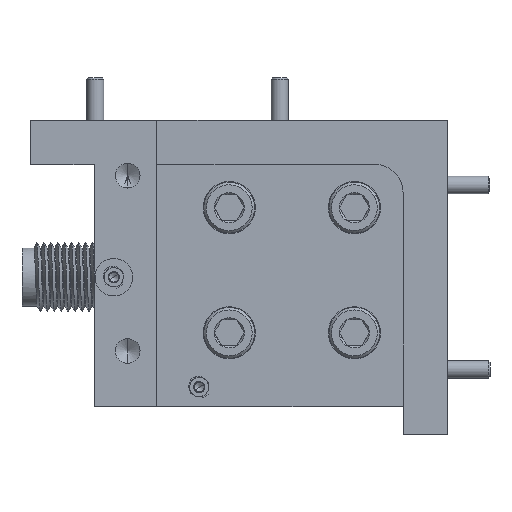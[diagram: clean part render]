
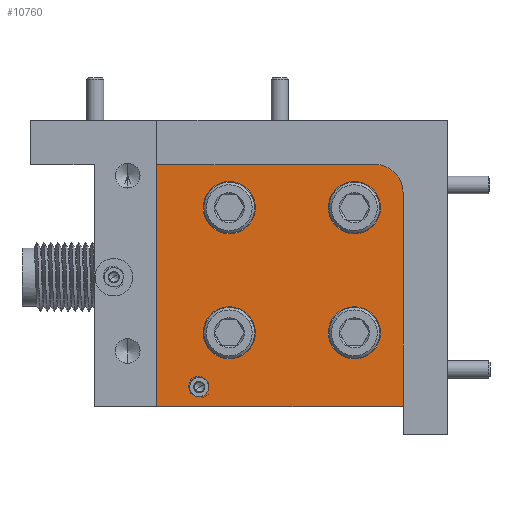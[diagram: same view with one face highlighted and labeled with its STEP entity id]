
A CAD part, front view. The second image highlights one B-rep face of the part: STEP entity #10760.
In plain terms, the highlighted planar face has unit normal (0, -1, 0).
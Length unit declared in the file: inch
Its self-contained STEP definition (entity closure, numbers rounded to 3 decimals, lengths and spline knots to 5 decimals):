
#149 = CARTESIAN_POINT ( 'NONE',  ( -0.94987, 0.58684, 0.63884 ) ) ;
#373 = VECTOR ( 'NONE', #6179, 39.37008 ) ;
#488 = CARTESIAN_POINT ( 'NONE',  ( -1.57487, 0.58684, -0.05991 ) ) ;
#743 = LINE ( 'NONE', #15655, #9546 ) ;
#937 = VERTEX_POINT ( 'NONE', #488 ) ;
#1242 = ORIENTED_EDGE ( 'NONE', *, *, #10858, .F. ) ;
#1407 = CARTESIAN_POINT ( 'NONE',  ( -1.57487, 0.58684, 0.39009 ) ) ;
#1513 = CIRCLE ( 'NONE', #7438, 0.09375 ) ;
#1605 = EDGE_LOOP ( 'NONE', ( #9895, #16173, #16664, #13675, #11654 ) ) ;
#1690 = ORIENTED_EDGE ( 'NONE', *, *, #4566, .F. ) ;
#1767 = EDGE_CURVE ( 'NONE', #11254, #10788, #14502, .T. ) ;
#1813 = VECTOR ( 'NONE', #9258, 39.37008 ) ;
#1826 = DIRECTION ( 'NONE',  ( 0., -1., 0. ) ) ;
#2045 = CARTESIAN_POINT ( 'NONE',  ( -1.31237, 0.58684, 0.23384 ) ) ;
#2098 = DIRECTION ( 'NONE',  ( 0., 0., 1. ) ) ;
#2102 = ORIENTED_EDGE ( 'NONE', *, *, #12146, .F. ) ;
#2121 = DIRECTION ( 'NONE',  ( 0., -1., 0. ) ) ;
#2359 = DIRECTION ( 'NONE',  ( 0., -1., 0. ) ) ;
#2460 = EDGE_CURVE ( 'NONE', #16819, #7096, #15845, .T. ) ;
#2631 = CARTESIAN_POINT ( 'NONE',  ( -1.12487, 0.58684, 0.39009 ) ) ;
#2647 = CARTESIAN_POINT ( 'NONE',  ( -1.83487, 0.58684, 0.63884 ) ) ;
#2915 = AXIS2_PLACEMENT_3D ( 'NONE', #3567, #6674, #4930 ) ;
#3112 = VERTEX_POINT ( 'NONE', #2647 ) ;
#3210 = FACE_OUTER_BOUND ( 'NONE', #1605, .T. ) ;
#3423 = DIRECTION ( 'NONE',  ( 0., -1., 0. ) ) ;
#3448 = AXIS2_PLACEMENT_3D ( 'NONE', #15433, #13946, #2098 ) ;
#3567 = CARTESIAN_POINT ( 'NONE',  ( -1.68287, 0.58684, -0.16116 ) ) ;
#3634 = DIRECTION ( 'NONE',  ( 0., 0., 1. ) ) ;
#3961 = VERTEX_POINT ( 'NONE', #7931 ) ;
#4039 = DIRECTION ( 'NONE',  ( 0., -1., 0. ) ) ;
#4566 = EDGE_CURVE ( 'NONE', #937, #6833, #1513, .T. ) ;
#4930 = DIRECTION ( 'NONE',  ( 0., 0., 1. ) ) ;
#5186 = EDGE_LOOP ( 'NONE', ( #16798, #16810 ) ) ;
#5551 = DIRECTION ( 'NONE',  ( 0., 0., 1. ) ) ;
#5739 = FACE_BOUND ( 'NONE', #17103, .T. ) ;
#5854 = VERTEX_POINT ( 'NONE', #1407 ) ;
#5869 = ORIENTED_EDGE ( 'NONE', *, *, #17190, .F. ) ;
#5971 = DIRECTION ( 'NONE',  ( 0., 0., 1. ) ) ;
#6054 = CIRCLE ( 'NONE', #10611, 0.09375 ) ;
#6098 = CARTESIAN_POINT ( 'NONE',  ( -1.04987, 0.58684, 0.53884 ) ) ;
#6179 = DIRECTION ( 'NONE',  ( -1., 0., 0. ) ) ;
#6372 = DIRECTION ( 'NONE',  ( 0., 0., 1. ) ) ;
#6674 = DIRECTION ( 'NONE',  ( 0., -1., 0. ) ) ;
#6833 = VERTEX_POINT ( 'NONE', #18359 ) ;
#6867 = CIRCLE ( 'NONE', #12013, 0.09375 ) ;
#6989 = CARTESIAN_POINT ( 'NONE',  ( -0.94987, 0.58684, -0.23116 ) ) ;
#7001 = VERTEX_POINT ( 'NONE', #17522 ) ;
#7096 = VERTEX_POINT ( 'NONE', #19209 ) ;
#7438 = AXIS2_PLACEMENT_3D ( 'NONE', #13621, #1826, #6372 ) ;
#7718 = DIRECTION ( 'NONE',  ( 0., -1., 0. ) ) ;
#7931 = CARTESIAN_POINT ( 'NONE',  ( -0.94987, 0.58684, -0.23116 ) ) ;
#8047 = CIRCLE ( 'NONE', #17407, 0.09375 ) ;
#8280 = FACE_BOUND ( 'NONE', #11764, .T. ) ;
#8298 = CARTESIAN_POINT ( 'NONE',  ( -1.83487, 0.58684, -0.23116 ) ) ;
#8641 = VERTEX_POINT ( 'NONE', #9028 ) ;
#9001 = CARTESIAN_POINT ( 'NONE',  ( -1.12487, 0.58684, -0.05991 ) ) ;
#9028 = CARTESIAN_POINT ( 'NONE',  ( -1.57487, 0.58684, 0.57759 ) ) ;
#9123 = EDGE_CURVE ( 'NONE', #8641, #5854, #6867, .T. ) ;
#9258 = DIRECTION ( 'NONE',  ( 0., 0., -1. ) ) ;
#9375 = EDGE_CURVE ( 'NONE', #18322, #9825, #17015, .T. ) ;
#9480 = CARTESIAN_POINT ( 'NONE',  ( -1.12487, 0.58684, 0.48384 ) ) ;
#9546 = VECTOR ( 'NONE', #17261, 39.37008 ) ;
#9569 = DIRECTION ( 'NONE',  ( 0., 0., 1. ) ) ;
#9686 = FACE_BOUND ( 'NONE', #16893, .T. ) ;
#9700 = ORIENTED_EDGE ( 'NONE', *, *, #2460, .F. ) ;
#9791 = CARTESIAN_POINT ( 'NONE',  ( -0.94987, 0.58684, 0.53884 ) ) ;
#9825 = VERTEX_POINT ( 'NONE', #18318 ) ;
#9895 = ORIENTED_EDGE ( 'NONE', *, *, #19137, .T. ) ;
#9928 = DIRECTION ( 'NONE',  ( 0., 0., 1. ) ) ;
#10110 = VERTEX_POINT ( 'NONE', #9791 ) ;
#10460 = AXIS2_PLACEMENT_3D ( 'NONE', #2045, #18192, #18065 ) ;
#10611 = AXIS2_PLACEMENT_3D ( 'NONE', #18334, #3423, #16794 ) ;
#10616 = CIRCLE ( 'NONE', #18663, 0.09375 ) ;
#10675 = DIRECTION ( 'NONE',  ( 0., -1., 0. ) ) ;
#10760 = ADVANCED_FACE ( 'NONE', ( #8280, #12697, #5739, #9686, #19004, #3210 ), #10845, .T. ) ;
#10788 = VERTEX_POINT ( 'NONE', #18332 ) ;
#10845 = PLANE ( 'NONE',  #10460 ) ;
#10856 = AXIS2_PLACEMENT_3D ( 'NONE', #13921, #12686, #9569 ) ;
#10858 = EDGE_CURVE ( 'NONE', #5854, #8641, #12896, .T. ) ;
#10966 = DIRECTION ( 'NONE',  ( 0., 0., 1. ) ) ;
#11254 = VERTEX_POINT ( 'NONE', #12059 ) ;
#11654 = ORIENTED_EDGE ( 'NONE', *, *, #11778, .T. ) ;
#11764 = EDGE_LOOP ( 'NONE', ( #5869, #9700 ) ) ;
#11778 = EDGE_CURVE ( 'NONE', #13924, #3961, #743, .T. ) ;
#12013 = AXIS2_PLACEMENT_3D ( 'NONE', #16421, #10675, #5971 ) ;
#12059 = CARTESIAN_POINT ( 'NONE',  ( -1.68287, 0.58684, -0.12616 ) ) ;
#12113 = DIRECTION ( 'NONE',  ( 0., 0., 1. ) ) ;
#12146 = EDGE_CURVE ( 'NONE', #9825, #18322, #6054, .T. ) ;
#12248 = CARTESIAN_POINT ( 'NONE',  ( -1.83487, 0.58684, 0.63884 ) ) ;
#12487 = AXIS2_PLACEMENT_3D ( 'NONE', #15443, #2359, #10966 ) ;
#12577 = DIRECTION ( 'NONE',  ( 0., 0., 1. ) ) ;
#12647 = AXIS2_PLACEMENT_3D ( 'NONE', #6098, #7718, #12113 ) ;
#12686 = DIRECTION ( 'NONE',  ( 0., -1., 0. ) ) ;
#12697 = FACE_BOUND ( 'NONE', #18190, .T. ) ;
#12759 = DIRECTION ( 'NONE',  ( 0., -1., 0. ) ) ;
#12896 = CIRCLE ( 'NONE', #12487, 0.09375 ) ;
#13543 = LINE ( 'NONE', #6989, #13767 ) ;
#13621 = CARTESIAN_POINT ( 'NONE',  ( -1.57487, 0.58684, 0.03384 ) ) ;
#13646 = LINE ( 'NONE', #12248, #1813 ) ;
#13675 = ORIENTED_EDGE ( 'NONE', *, *, #16093, .T. ) ;
#13726 = ORIENTED_EDGE ( 'NONE', *, *, #9375, .F. ) ;
#13767 = VECTOR ( 'NONE', #5551, 39.37008 ) ;
#13921 = CARTESIAN_POINT ( 'NONE',  ( -1.68287, 0.58684, -0.16116 ) ) ;
#13924 = VERTEX_POINT ( 'NONE', #8298 ) ;
#13946 = DIRECTION ( 'NONE',  ( 0., -1., 0. ) ) ;
#14252 = AXIS2_PLACEMENT_3D ( 'NONE', #18403, #2121, #3634 ) ;
#14358 = EDGE_CURVE ( 'NONE', #10110, #7001, #17688, .T. ) ;
#14502 = CIRCLE ( 'NONE', #10856, 0.035 ) ;
#15433 = CARTESIAN_POINT ( 'NONE',  ( -1.12487, 0.58684, 0.48384 ) ) ;
#15441 = ORIENTED_EDGE ( 'NONE', *, *, #16217, .F. ) ;
#15443 = CARTESIAN_POINT ( 'NONE',  ( -1.57487, 0.58684, 0.48384 ) ) ;
#15655 = CARTESIAN_POINT ( 'NONE',  ( -1.83487, 0.58684, -0.23116 ) ) ;
#15733 = CARTESIAN_POINT ( 'NONE',  ( -1.57487, 0.58684, 0.03384 ) ) ;
#15845 = CIRCLE ( 'NONE', #3448, 0.09375 ) ;
#16093 = EDGE_CURVE ( 'NONE', #3112, #13924, #13646, .T. ) ;
#16173 = ORIENTED_EDGE ( 'NONE', *, *, #14358, .T. ) ;
#16217 = EDGE_CURVE ( 'NONE', #6833, #937, #10616, .T. ) ;
#16421 = CARTESIAN_POINT ( 'NONE',  ( -1.57487, 0.58684, 0.48384 ) ) ;
#16606 = EDGE_CURVE ( 'NONE', #10788, #11254, #17080, .T. ) ;
#16664 = ORIENTED_EDGE ( 'NONE', *, *, #17896, .T. ) ;
#16794 = DIRECTION ( 'NONE',  ( 0., 0., 1. ) ) ;
#16798 = ORIENTED_EDGE ( 'NONE', *, *, #1767, .F. ) ;
#16810 = ORIENTED_EDGE ( 'NONE', *, *, #16606, .F. ) ;
#16819 = VERTEX_POINT ( 'NONE', #2631 ) ;
#16893 = EDGE_LOOP ( 'NONE', ( #2102, #13726 ) ) ;
#17015 = CIRCLE ( 'NONE', #14252, 0.09375 ) ;
#17080 = CIRCLE ( 'NONE', #2915, 0.035 ) ;
#17103 = EDGE_LOOP ( 'NONE', ( #15441, #1690 ) ) ;
#17190 = EDGE_CURVE ( 'NONE', #7096, #16819, #8047, .T. ) ;
#17261 = DIRECTION ( 'NONE',  ( 1., 0., 0. ) ) ;
#17407 = AXIS2_PLACEMENT_3D ( 'NONE', #9480, #4039, #9928 ) ;
#17522 = CARTESIAN_POINT ( 'NONE',  ( -1.04987, 0.58684, 0.63884 ) ) ;
#17688 = CIRCLE ( 'NONE', #12647, 0.1 ) ;
#17896 = EDGE_CURVE ( 'NONE', #7001, #3112, #18239, .T. ) ;
#18065 = DIRECTION ( 'NONE',  ( 0., 0., 1. ) ) ;
#18190 = EDGE_LOOP ( 'NONE', ( #18495, #1242 ) ) ;
#18192 = DIRECTION ( 'NONE',  ( 0., -1., 0. ) ) ;
#18239 = LINE ( 'NONE', #149, #373 ) ;
#18318 = CARTESIAN_POINT ( 'NONE',  ( -1.12487, 0.58684, 0.12759 ) ) ;
#18322 = VERTEX_POINT ( 'NONE', #9001 ) ;
#18332 = CARTESIAN_POINT ( 'NONE',  ( -1.68287, 0.58684, -0.19616 ) ) ;
#18334 = CARTESIAN_POINT ( 'NONE',  ( -1.12487, 0.58684, 0.03384 ) ) ;
#18359 = CARTESIAN_POINT ( 'NONE',  ( -1.57487, 0.58684, 0.12759 ) ) ;
#18403 = CARTESIAN_POINT ( 'NONE',  ( -1.12487, 0.58684, 0.03384 ) ) ;
#18495 = ORIENTED_EDGE ( 'NONE', *, *, #9123, .F. ) ;
#18663 = AXIS2_PLACEMENT_3D ( 'NONE', #15733, #12759, #12577 ) ;
#19004 = FACE_BOUND ( 'NONE', #5186, .T. ) ;
#19137 = EDGE_CURVE ( 'NONE', #3961, #10110, #13543, .T. ) ;
#19209 = CARTESIAN_POINT ( 'NONE',  ( -1.12487, 0.58684, 0.57759 ) ) ;
